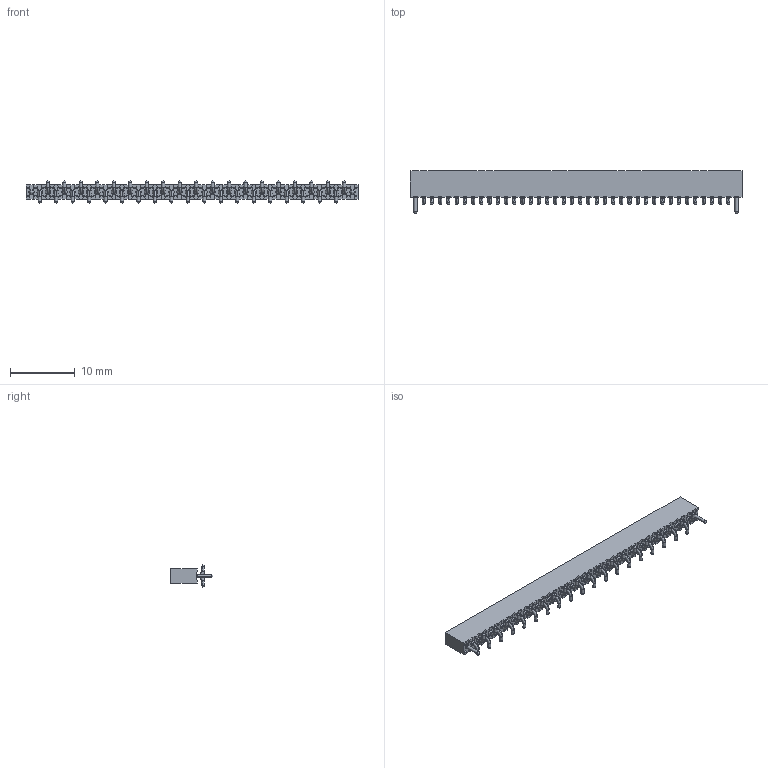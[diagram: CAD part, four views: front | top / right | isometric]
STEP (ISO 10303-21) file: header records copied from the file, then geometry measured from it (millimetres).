
FILE_DESCRIPTION(('STEP AP214'),'1');
FILE_NAME('pcb_connector_851-87-040-30-136101.stp','2017-04-17T01:55:11',('TraceParts'),('TraceParts S.A.'),'Spatial InterOp 3D',' ',' ');
FILE_SCHEMA(('automotive_design'));
Length unit declared in the file: millimetre
Products named in the file (1): pcb_connector_851-87-040-30-136101
Bounding box: 51.21 x 6.55 x 3.4 mm (x, y, z)
Volume: 415.8 mm3; surface area: 1345.2 mm2
Topology: 1 solids, 1 shells, 1642 faces, 3916 edges, 2242 vertices
Faces by surface type: cone 640, cylinder 476, plane 372, sphere 78, torus 76
Entity records: 59004 total; most frequent: DIRECTION 8706, CARTESIAN_POINT 7645, ORIENTED_EDGE 7520, EDGE_CURVE 3760, AXIS2_PLACEMENT_3D 3303, VERTEX_POINT 2242, LINE 2100, VECTOR 2100
